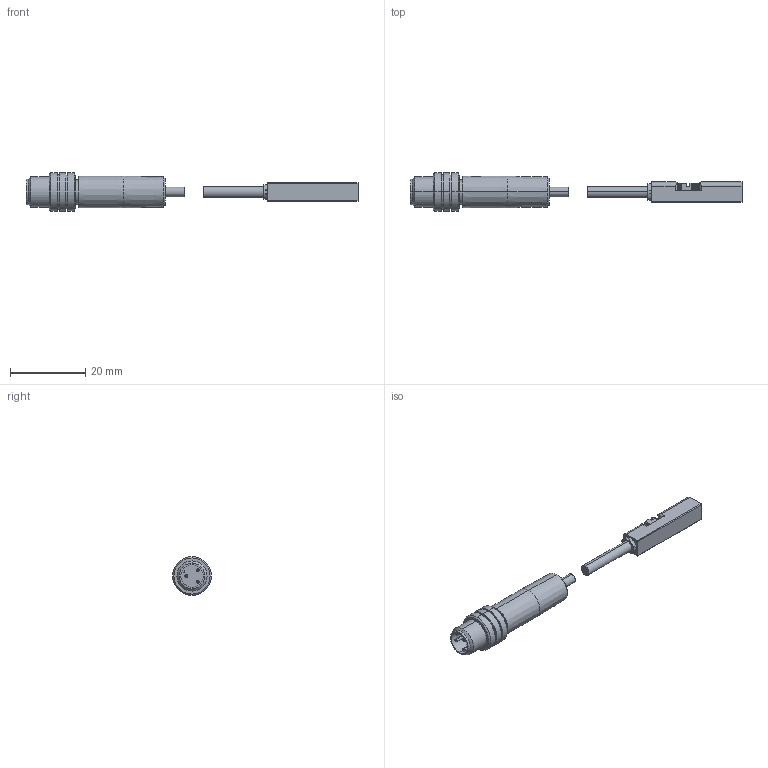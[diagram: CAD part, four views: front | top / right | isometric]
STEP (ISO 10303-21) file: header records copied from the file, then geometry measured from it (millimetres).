
FILE_DESCRIPTION(('STEP AP203'),'1');
FILE_NAME('detecteur_f1972.stp','2018-10-24T19:44:28',('TraceParts'),('TraceParts S.A.'),'Spatial InterOp 3D',' ',' ');
FILE_SCHEMA(('CONFIG_CONTROL_DESIGN'));
Length unit declared in the file: millimetre
Products named in the file (1): 1
Bounding box: 88.2 x 10.28 x 10.28 mm (x, y, z)
Volume: 2734.3 mm3; surface area: 2156.3 mm2
Topology: 2 solids, 2 shells, 248 faces, 675 edges, 446 vertices
Faces by surface type: plane 134, cylinder 96, cone 12, bspline 6
Entity records: 8055 total; most frequent: CARTESIAN_POINT 1591, DIRECTION 1353, ORIENTED_EDGE 1350, EDGE_CURVE 675, AXIS2_PLACEMENT_3D 456, VERTEX_POINT 446, LINE 441, VECTOR 441
